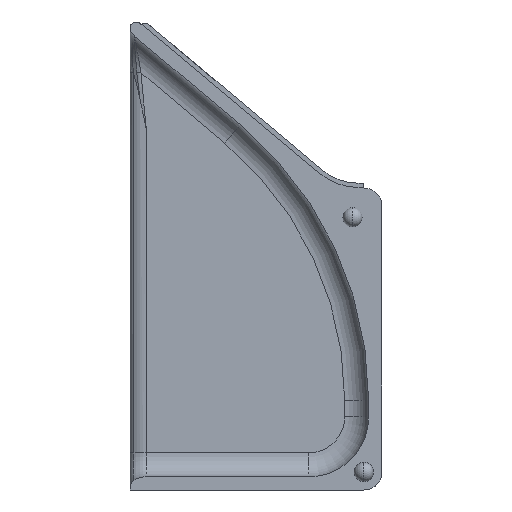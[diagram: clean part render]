
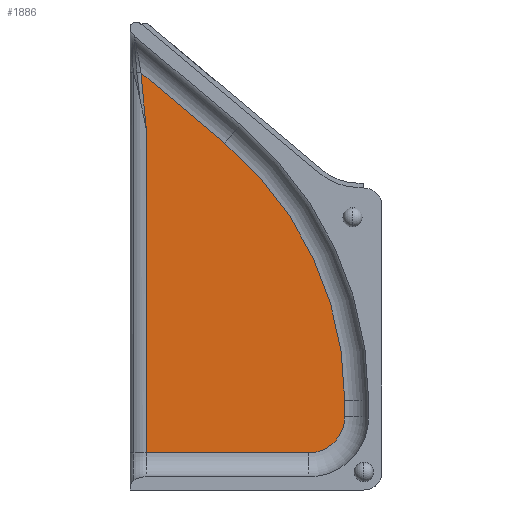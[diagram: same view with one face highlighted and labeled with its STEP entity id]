
A CAD part, left-side view. The second image highlights one B-rep face of the part: STEP entity #1886.
In plain terms, the highlighted planar face has unit normal (-1, 0, 0).
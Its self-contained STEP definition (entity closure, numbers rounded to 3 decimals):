
#10 = VERTEX_POINT ( 'NONE', #365 ) ;
#13 = CARTESIAN_POINT ( 'NONE',  ( 49.8, 99.2, -67.247 ) ) ;
#26 = EDGE_CURVE ( 'NONE', #319, #1604, #1620, .T. ) ;
#76 = B_SPLINE_CURVE_WITH_KNOTS ( 'NONE', 3,
 ( #891, #1205, #1823, #1374 ),
 .UNSPECIFIED., .F., .F.,
 ( 4, 4 ),
 ( 0., 0.009 ),
 .UNSPECIFIED. ) ;
#112 = CARTESIAN_POINT ( 'NONE',  ( 49.8, 137.571, -8.936 ) ) ;
#120 = CARTESIAN_POINT ( 'NONE',  ( 49.8, 132.324, -21.876 ) ) ;
#178 = CARTESIAN_POINT ( 'NONE',  ( 49.8, 132.324, -76.042 ) ) ;
#213 = VERTEX_POINT ( 'NONE', #312 ) ;
#217 = CARTESIAN_POINT ( 'NONE',  ( 49.8, 99.2, -70.042 ) ) ;
#229 = DIRECTION ( 'NONE',  ( 0., 0., 1. ) ) ;
#264 = AXIS2_PLACEMENT_3D ( 'NONE', #1877, #1593, #229 ) ;
#272 = DIRECTION ( 'NONE',  ( 0., 0.766, 0.643 ) ) ;
#297 = CARTESIAN_POINT ( 'NONE',  ( 49.8, 105.2, -76.042 ) ) ;
#312 = CARTESIAN_POINT ( 'NONE',  ( 49.8, 119.204, -24.348 ) ) ;
#319 = VERTEX_POINT ( 'NONE', #699 ) ;
#350 = ORIENTED_EDGE ( 'NONE', *, *, #1443, .T. ) ;
#362 = ORIENTED_EDGE ( 'NONE', *, *, #26, .T. ) ;
#365 = CARTESIAN_POINT ( 'NONE',  ( 49.8, 99.2, -67.247 ) ) ;
#445 = PLANE ( 'NONE',  #743 ) ;
#484 = VECTOR ( 'NONE', #272, 1000. ) ;
#509 = VERTEX_POINT ( 'NONE', #120 ) ;
#564 = VERTEX_POINT ( 'NONE', #178 ) ;
#588 = DIRECTION ( 'NONE',  ( 0., 0., 1. ) ) ;
#598 = VERTEX_POINT ( 'NONE', #1063 ) ;
#601 = LINE ( 'NONE', #13, #609 ) ;
#609 = VECTOR ( 'NONE', #1201, 1000. ) ;
#654 = ORIENTED_EDGE ( 'NONE', *, *, #1752, .T. ) ;
#669 = ORIENTED_EDGE ( 'NONE', *, *, #1922, .T. ) ;
#699 = CARTESIAN_POINT ( 'NONE',  ( 49.8, 105.2, -76.042 ) ) ;
#743 = AXIS2_PLACEMENT_3D ( 'NONE', #1831, #1214, #588 ) ;
#806 = DIRECTION ( 'NONE',  ( -1., 0., 0. ) ) ;
#891 = CARTESIAN_POINT ( 'NONE',  ( 49.8, 133.201, -12.603 ) ) ;
#948 = CARTESIAN_POINT ( 'NONE',  ( 49.8, 105.2, -70.042 ) ) ;
#956 = ORIENTED_EDGE ( 'NONE', *, *, #1439, .T. ) ;
#1022 = LINE ( 'NONE', #112, #484 ) ;
#1059 = EDGE_CURVE ( 'NONE', #509, #564, #1305, .T. ) ;
#1063 = CARTESIAN_POINT ( 'NONE',  ( 49.8, 133.201, -12.603 ) ) ;
#1089 = AXIS2_PLACEMENT_3D ( 'NONE', #948, #806, #1101 ) ;
#1101 = DIRECTION ( 'NONE',  ( 0., 0., 1. ) ) ;
#1127 = EDGE_LOOP ( 'NONE', ( #956, #350, #1870, #669, #362, #1301, #654 ) ) ;
#1201 = DIRECTION ( 'NONE',  ( 0., 0., 1. ) ) ;
#1205 = CARTESIAN_POINT ( 'NONE',  ( 49.8, 132.94, -15.697 ) ) ;
#1214 = DIRECTION ( 'NONE',  ( -1., 0., 0. ) ) ;
#1225 = DIRECTION ( 'NONE',  ( 0., -1., 0. ) ) ;
#1250 = CIRCLE ( 'NONE', #264, 56. ) ;
#1301 = ORIENTED_EDGE ( 'NONE', *, *, #1336, .T. ) ;
#1305 = LINE ( 'NONE', #1438, #1947 ) ;
#1336 = EDGE_CURVE ( 'NONE', #1604, #10, #601, .T. ) ;
#1374 = CARTESIAN_POINT ( 'NONE',  ( 49.8, 132.324, -21.876 ) ) ;
#1438 = CARTESIAN_POINT ( 'NONE',  ( 49.8, 132.324, 0. ) ) ;
#1439 = EDGE_CURVE ( 'NONE', #213, #598, #1022, .T. ) ;
#1443 = EDGE_CURVE ( 'NONE', #598, #509, #76, .T. ) ;
#1480 = DIRECTION ( 'NONE',  ( 0., 0., -1. ) ) ;
#1528 = LINE ( 'NONE', #297, #1696 ) ;
#1593 = DIRECTION ( 'NONE',  ( -1., 0., 0. ) ) ;
#1604 = VERTEX_POINT ( 'NONE', #217 ) ;
#1620 = CIRCLE ( 'NONE', #1089, 6. ) ;
#1696 = VECTOR ( 'NONE', #1225, 1000. ) ;
#1752 = EDGE_CURVE ( 'NONE', #10, #213, #1250, .T. ) ;
#1773 = FACE_OUTER_BOUND ( 'NONE', #1127, .T. ) ;
#1823 = CARTESIAN_POINT ( 'NONE',  ( 49.8, 132.636, -18.787 ) ) ;
#1831 = CARTESIAN_POINT ( 'NONE',  ( 49.8, 0., 0. ) ) ;
#1870 = ORIENTED_EDGE ( 'NONE', *, *, #1059, .T. ) ;
#1877 = CARTESIAN_POINT ( 'NONE',  ( 49.8, 155.2, -67.247 ) ) ;
#1886 = ADVANCED_FACE ( 'NONE', ( #1773 ), #445, .T. ) ;
#1922 = EDGE_CURVE ( 'NONE', #564, #319, #1528, .T. ) ;
#1947 = VECTOR ( 'NONE', #1480, 1000. ) ;
